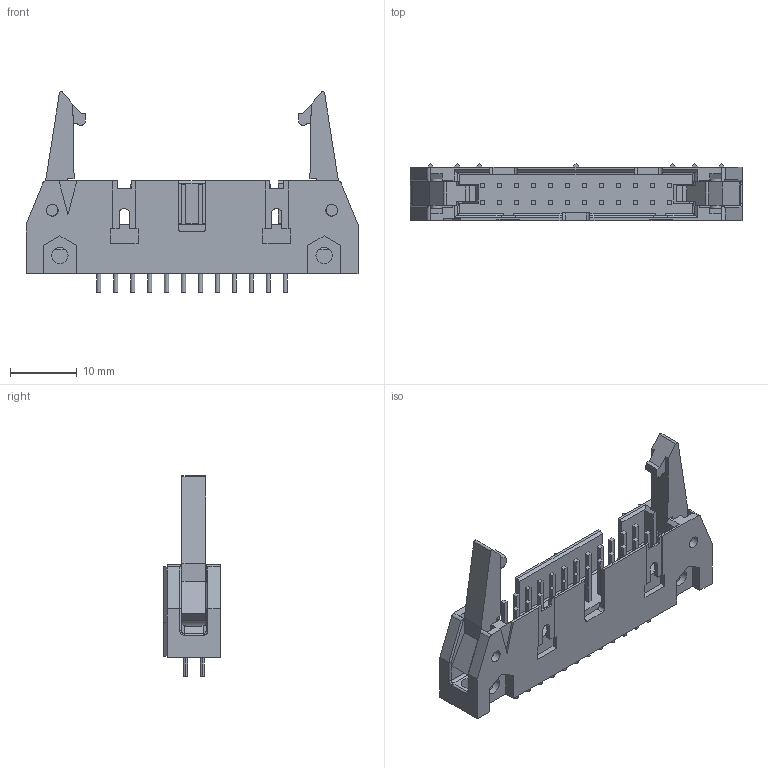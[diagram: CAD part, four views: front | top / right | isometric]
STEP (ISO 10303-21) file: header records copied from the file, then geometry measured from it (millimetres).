
FILE_DESCRIPTION((''),'2;1');
FILE_NAME('C-5499206-5','2021-07-02T03:33:06',('workeradm'),('TE Connectivity Ltd.'),'CREO PARAMETRIC BY PTC INC, 2019292','CREO PARAMETRIC BY PTC INC, 2019292','');
FILE_SCHEMA(('AUTOMOTIVE_DESIGN { 1 0 10303 214 1 1 1 1 }'));
Length unit declared in the file: millimetre
Products named in the file (1): C-5499206-5
Bounding box: 49.78 x 8.53 x 30.12 mm (x, y, z)
Volume: 3810.5 mm3; surface area: 4405.2 mm2
Topology: 3 solids, 3 shells, 480 faces, 1243 edges, 818 vertices
Faces by surface type: plane 353, cylinder 123, torus 4
Entity records: 15041 total; most frequent: CARTESIAN_POINT 2661, ORIENTED_EDGE 2486, DIRECTION 2429, EDGE_CURVE 1243, VECTOR 989, LINE 989, VERTEX_POINT 818, AXIS2_PLACEMENT_3D 720
